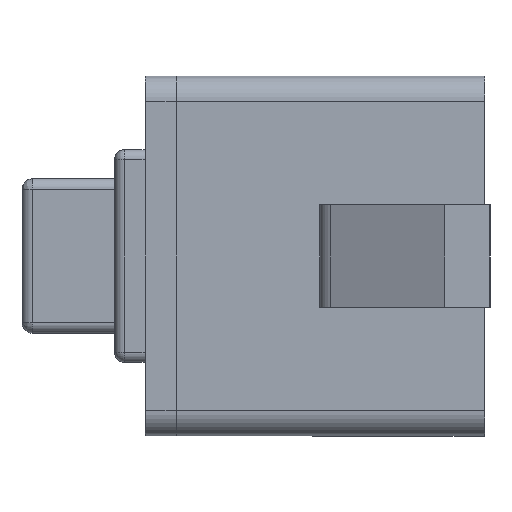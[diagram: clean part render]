
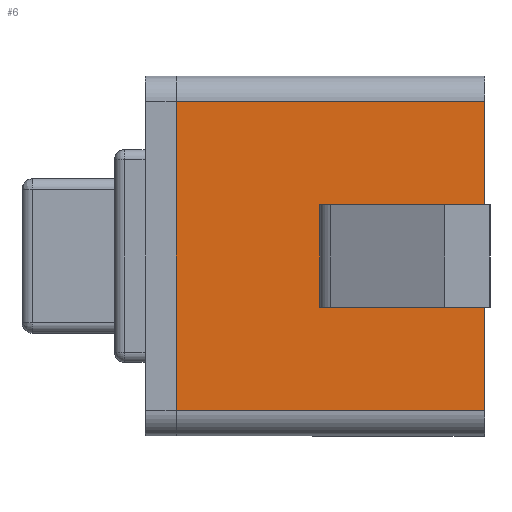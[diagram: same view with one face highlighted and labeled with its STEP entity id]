
A CAD part, left-side view. The second image highlights one B-rep face of the part: STEP entity #6.
In plain terms, the highlighted planar face has unit normal (-1, 0, 0).
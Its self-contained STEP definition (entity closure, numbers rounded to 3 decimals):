
#6 = ADVANCED_FACE ( 'NONE', ( #2389, #1484 ), #2766, .F. ) ;
#101 = EDGE_CURVE ( 'NONE', #4397, #3887, #3876, .T. ) ;
#142 = ORIENTED_EDGE ( 'NONE', *, *, #808, .F. ) ;
#156 = VECTOR ( 'NONE', #2115, 1000. ) ;
#188 = EDGE_CURVE ( 'NONE', #4375, #3749, #4467, .T. ) ;
#201 = EDGE_LOOP ( 'NONE', ( #4385, #142, #4368, #2864 ) ) ;
#311 = DIRECTION ( 'NONE',  ( 0., 0., 1. ) ) ;
#344 = CARTESIAN_POINT ( 'NONE',  ( -3., 0., -1.5 ) ) ;
#355 = CARTESIAN_POINT ( 'NONE',  ( -3., 3., -1.5 ) ) ;
#360 = CARTESIAN_POINT ( 'NONE',  ( -3., 3., -1.5 ) ) ;
#425 = CARTESIAN_POINT ( 'NONE',  ( -3., 0.861, 0.5 ) ) ;
#445 = DIRECTION ( 'NONE',  ( 0., 1., 0. ) ) ;
#629 = ORIENTED_EDGE ( 'NONE', *, *, #1139, .T. ) ;
#690 = EDGE_LOOP ( 'NONE', ( #4265, #3292, #629, #3003 ) ) ;
#808 = EDGE_CURVE ( 'NONE', #1936, #3749, #2831, .T. ) ;
#837 = CARTESIAN_POINT ( 'NONE',  ( -3., 0., 1.5 ) ) ;
#939 = CARTESIAN_POINT ( 'NONE',  ( -3., 0.861, 0.5 ) ) ;
#1005 = VECTOR ( 'NONE', #3529, 1000. ) ;
#1071 = CARTESIAN_POINT ( 'NONE',  ( -3., 0., -1.5 ) ) ;
#1076 = DIRECTION ( 'NONE',  ( 0., 1., 0. ) ) ;
#1122 = VERTEX_POINT ( 'NONE', #425 ) ;
#1139 = EDGE_CURVE ( 'NONE', #3656, #3887, #1481, .T. ) ;
#1422 = LINE ( 'NONE', #939, #1907 ) ;
#1446 = CARTESIAN_POINT ( 'NONE',  ( -3., 1.605, 0.5 ) ) ;
#1481 = LINE ( 'NONE', #2524, #3339 ) ;
#1484 = FACE_BOUND ( 'NONE', #690, .T. ) ;
#1494 = CARTESIAN_POINT ( 'NONE',  ( -3., 0.861, -0.5 ) ) ;
#1771 = CARTESIAN_POINT ( 'NONE',  ( -3., 1.605, 0.5 ) ) ;
#1907 = VECTOR ( 'NONE', #3018, 1000. ) ;
#1936 = VERTEX_POINT ( 'NONE', #2988 ) ;
#2016 = CARTESIAN_POINT ( 'NONE',  ( -3., 3., 1.5 ) ) ;
#2032 = LINE ( 'NONE', #3160, #3784 ) ;
#2115 = DIRECTION ( 'NONE',  ( 0., 0., -1. ) ) ;
#2374 = EDGE_CURVE ( 'NONE', #1122, #3656, #1422, .T. ) ;
#2389 = FACE_OUTER_BOUND ( 'NONE', #201, .T. ) ;
#2484 = CARTESIAN_POINT ( 'NONE',  ( -3., 1.605, 0.5 ) ) ;
#2509 = VERTEX_POINT ( 'NONE', #360 ) ;
#2524 = CARTESIAN_POINT ( 'NONE',  ( -3., 1.605, -0.5 ) ) ;
#2574 = EDGE_CURVE ( 'NONE', #1122, #4397, #3859, .T. ) ;
#2715 = VECTOR ( 'NONE', #3101, 1000. ) ;
#2766 = PLANE ( 'NONE',  #3853 ) ;
#2831 = LINE ( 'NONE', #2016, #2715 ) ;
#2864 = ORIENTED_EDGE ( 'NONE', *, *, #3384, .T. ) ;
#2988 = CARTESIAN_POINT ( 'NONE',  ( -3., 3., 1.5 ) ) ;
#3003 = ORIENTED_EDGE ( 'NONE', *, *, #101, .F. ) ;
#3018 = DIRECTION ( 'NONE',  ( 0., 0., -1. ) ) ;
#3027 = VECTOR ( 'NONE', #1076, 1000. ) ;
#3082 = LINE ( 'NONE', #4209, #1005 ) ;
#3101 = DIRECTION ( 'NONE',  ( 0., -1., 0. ) ) ;
#3160 = CARTESIAN_POINT ( 'NONE',  ( -3., 3., -1.5 ) ) ;
#3292 = ORIENTED_EDGE ( 'NONE', *, *, #2374, .T. ) ;
#3339 = VECTOR ( 'NONE', #445, 1000. ) ;
#3367 = CARTESIAN_POINT ( 'NONE',  ( -3., 1.605, -0.5 ) ) ;
#3384 = EDGE_CURVE ( 'NONE', #2509, #4375, #3082, .T. ) ;
#3518 = DIRECTION ( 'NONE',  ( 0., 0., 1. ) ) ;
#3529 = DIRECTION ( 'NONE',  ( 0., -1., 0. ) ) ;
#3559 = VECTOR ( 'NONE', #311, 1000. ) ;
#3656 = VERTEX_POINT ( 'NONE', #1494 ) ;
#3749 = VERTEX_POINT ( 'NONE', #837 ) ;
#3784 = VECTOR ( 'NONE', #3518, 1000. ) ;
#3853 = AXIS2_PLACEMENT_3D ( 'NONE', #355, #4151, #4512 ) ;
#3859 = LINE ( 'NONE', #1771, #3027 ) ;
#3876 = LINE ( 'NONE', #2484, #156 ) ;
#3887 = VERTEX_POINT ( 'NONE', #3367 ) ;
#4151 = DIRECTION ( 'NONE',  ( 1., 0., 0. ) ) ;
#4166 = EDGE_CURVE ( 'NONE', #2509, #1936, #2032, .T. ) ;
#4209 = CARTESIAN_POINT ( 'NONE',  ( -3., 3., -1.5 ) ) ;
#4265 = ORIENTED_EDGE ( 'NONE', *, *, #2574, .F. ) ;
#4368 = ORIENTED_EDGE ( 'NONE', *, *, #4166, .F. ) ;
#4375 = VERTEX_POINT ( 'NONE', #1071 ) ;
#4385 = ORIENTED_EDGE ( 'NONE', *, *, #188, .T. ) ;
#4397 = VERTEX_POINT ( 'NONE', #1446 ) ;
#4467 = LINE ( 'NONE', #344, #3559 ) ;
#4512 = DIRECTION ( 'NONE',  ( 0., 0., -1. ) ) ;
